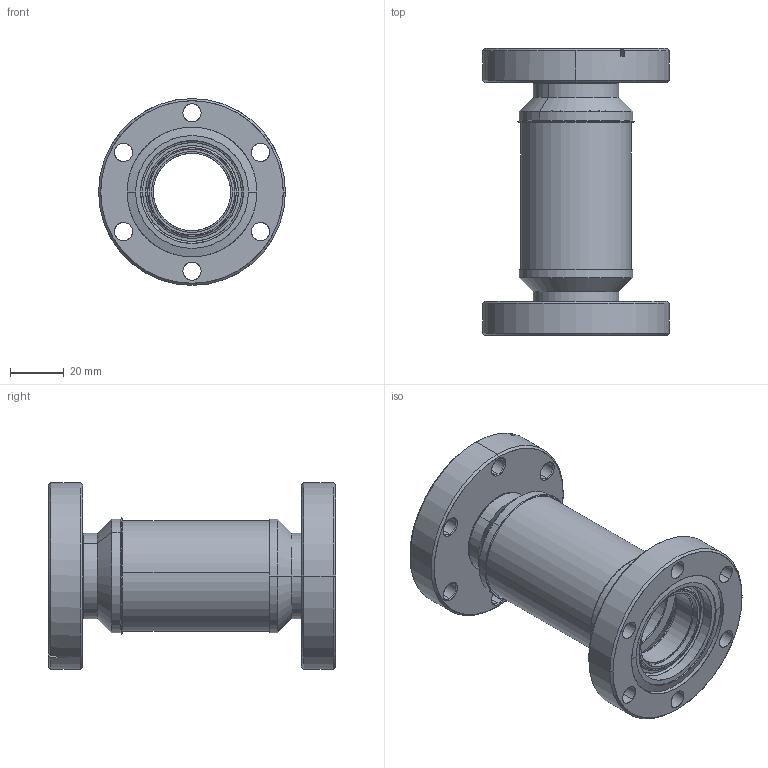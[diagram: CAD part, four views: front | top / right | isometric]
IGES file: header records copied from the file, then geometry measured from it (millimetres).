
Start section: SolidWorks IGES file using analytic representation for surfaces
Global section: file name: 8001-07-CF.IGS; native system: SolidWorks 2010; preprocessor: SolidWorks 2010; author: Obadiah Bucchieri; date: 100225.074024; units: inch
Bounding box: 69.34 x 106.55 x 69.34 mm (x, y, z)
Surface area: 53623.6 mm2 (no closed solid volume)
Topology: 0 solids, 0 shells, 189 faces, 4389 edges, 4389 vertices
Faces by surface type: revolution 155, bspline 34
